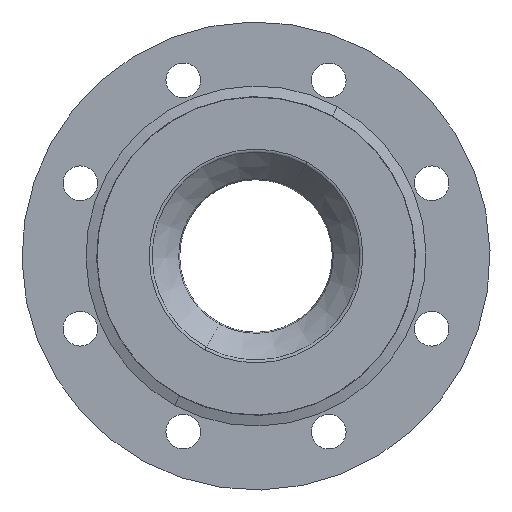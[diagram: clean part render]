
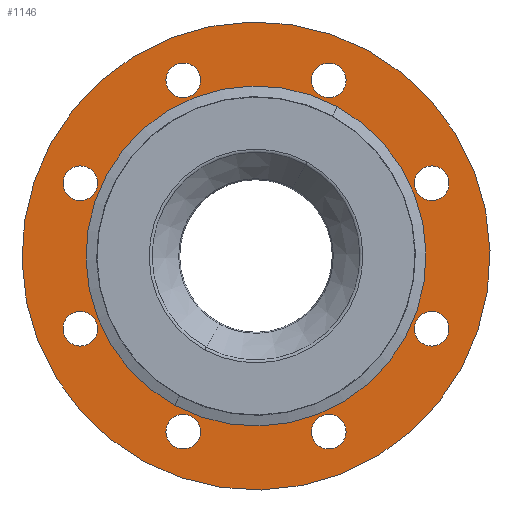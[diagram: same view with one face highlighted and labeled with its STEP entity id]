
A CAD part, left-side view. The second image highlights one B-rep face of the part: STEP entity #1146.
In plain terms, the highlighted planar face has unit normal (-1, 0, 0).
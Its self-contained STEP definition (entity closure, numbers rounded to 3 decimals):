
#463=DIRECTION('Axis2P3D Direction',(1.,0.,-0.)) ;
#475=DIRECTION('Axis2P3D Direction',(1.,0.,-0.)) ;
#549=DIRECTION('Axis2P3D Direction',(1.,0.,-0.)) ;
#561=DIRECTION('Axis2P3D Direction',(1.,0.,-0.)) ;
#592=DIRECTION('Axis2P3D Direction',(1.,0.,-0.)) ;
#604=DIRECTION('Axis2P3D Direction',(1.,0.,-0.)) ;
#635=DIRECTION('Axis2P3D Direction',(1.,0.,0.)) ;
#647=DIRECTION('Axis2P3D Direction',(1.,0.,0.)) ;
#678=DIRECTION('Axis2P3D Direction',(1.,0.,0.)) ;
#690=DIRECTION('Axis2P3D Direction',(1.,0.,0.)) ;
#721=DIRECTION('Axis2P3D Direction',(1.,0.,0.)) ;
#733=DIRECTION('Axis2P3D Direction',(1.,0.,0.)) ;
#764=DIRECTION('Axis2P3D Direction',(1.,0.,0.)) ;
#776=DIRECTION('Axis2P3D Direction',(1.,0.,0.)) ;
#807=DIRECTION('Axis2P3D Direction',(1.,-0.,0.)) ;
#819=DIRECTION('Axis2P3D Direction',(1.,-0.,0.)) ;
#1057=DIRECTION('Axis2P3D Direction',(1.,0.,0.)) ;
#1076=DIRECTION('Axis2P3D Direction',(1.,0.,0.)) ;
#1088=DIRECTION('Axis2P3D Direction',(1.,0.,0.)) ;
#1089=DIRECTION('Axis2P3D XDirection',(0.,1.,0.)) ;
#1093=DIRECTION('Axis2P3D Direction',(1.,0.,0.)) ;
#1102=DIRECTION('Axis2P3D Direction',(1.,0.,0.)) ;
#452=CARTESIAN_POINT('Vertex',(0.,-38.905,-15.628)) ;
#459=CARTESIAN_POINT('Vertex',(0.,-46.277,-19.655)) ;
#462=CARTESIAN_POINT('Axis2P3D Location',(0.,-42.591,-17.642)) ;
#474=CARTESIAN_POINT('Axis2P3D Location',(0.,-42.591,-17.642)) ;
#538=CARTESIAN_POINT('Vertex',(0.,-21.328,-44.604)) ;
#545=CARTESIAN_POINT('Vertex',(0.,-13.956,-40.577)) ;
#548=CARTESIAN_POINT('Axis2P3D Location',(0.,-17.642,-42.591)) ;
#560=CARTESIAN_POINT('Axis2P3D Location',(0.,-17.642,-42.591)) ;
#581=CARTESIAN_POINT('Vertex',(0.,13.956,-44.604)) ;
#588=CARTESIAN_POINT('Vertex',(0.,21.328,-40.577)) ;
#591=CARTESIAN_POINT('Axis2P3D Location',(0.,17.642,-42.591)) ;
#603=CARTESIAN_POINT('Axis2P3D Location',(0.,17.642,-42.591)) ;
#624=CARTESIAN_POINT('Vertex',(0.,38.905,-19.655)) ;
#631=CARTESIAN_POINT('Vertex',(0.,46.277,-15.628)) ;
#634=CARTESIAN_POINT('Axis2P3D Location',(0.,42.591,-17.642)) ;
#646=CARTESIAN_POINT('Axis2P3D Location',(0.,42.591,-17.642)) ;
#667=CARTESIAN_POINT('Vertex',(0.,38.905,15.628)) ;
#674=CARTESIAN_POINT('Vertex',(0.,46.277,19.655)) ;
#677=CARTESIAN_POINT('Axis2P3D Location',(0.,42.591,17.642)) ;
#689=CARTESIAN_POINT('Axis2P3D Location',(0.,42.591,17.642)) ;
#710=CARTESIAN_POINT('Vertex',(0.,13.956,40.577)) ;
#717=CARTESIAN_POINT('Vertex',(0.,21.328,44.604)) ;
#720=CARTESIAN_POINT('Axis2P3D Location',(0.,17.642,42.591)) ;
#732=CARTESIAN_POINT('Axis2P3D Location',(0.,17.642,42.591)) ;
#753=CARTESIAN_POINT('Vertex',(0.,-21.328,40.577)) ;
#760=CARTESIAN_POINT('Vertex',(0.,-13.956,44.604)) ;
#763=CARTESIAN_POINT('Axis2P3D Location',(0.,-17.642,42.591)) ;
#775=CARTESIAN_POINT('Axis2P3D Location',(0.,-17.642,42.591)) ;
#796=CARTESIAN_POINT('Vertex',(0.,-46.277,15.628)) ;
#803=CARTESIAN_POINT('Vertex',(0.,-38.905,19.655)) ;
#806=CARTESIAN_POINT('Axis2P3D Location',(0.,-42.591,17.642)) ;
#818=CARTESIAN_POINT('Axis2P3D Location',(0.,-42.591,17.642)) ;
#1053=CARTESIAN_POINT('Vertex',(0.,36.178,19.764)) ;
#1056=CARTESIAN_POINT('Axis2P3D Location',(0.,0.,0.)) ;
#1060=CARTESIAN_POINT('Vertex',(0.,-36.178,-19.764)) ;
#1075=CARTESIAN_POINT('Axis2P3D Location',(0.,0.,0.)) ;
#1087=CARTESIAN_POINT('Axis2P3D Location',(0.,41.225,0.)) ;
#1092=CARTESIAN_POINT('Axis2P3D Location',(0.,0.,0.)) ;
#1096=CARTESIAN_POINT('Vertex',(0.,49.803,27.207)) ;
#1098=CARTESIAN_POINT('Vertex',(0.,-49.803,-27.207)) ;
#1101=CARTESIAN_POINT('Axis2P3D Location',(0.,0.,0.)) ;
#464=AXIS2_PLACEMENT_3D('Circle Axis2P3D',#462,#463,$) ;
#476=AXIS2_PLACEMENT_3D('Circle Axis2P3D',#474,#475,$) ;
#550=AXIS2_PLACEMENT_3D('Circle Axis2P3D',#548,#549,$) ;
#562=AXIS2_PLACEMENT_3D('Circle Axis2P3D',#560,#561,$) ;
#593=AXIS2_PLACEMENT_3D('Circle Axis2P3D',#591,#592,$) ;
#605=AXIS2_PLACEMENT_3D('Circle Axis2P3D',#603,#604,$) ;
#636=AXIS2_PLACEMENT_3D('Circle Axis2P3D',#634,#635,$) ;
#648=AXIS2_PLACEMENT_3D('Circle Axis2P3D',#646,#647,$) ;
#679=AXIS2_PLACEMENT_3D('Circle Axis2P3D',#677,#678,$) ;
#691=AXIS2_PLACEMENT_3D('Circle Axis2P3D',#689,#690,$) ;
#722=AXIS2_PLACEMENT_3D('Circle Axis2P3D',#720,#721,$) ;
#734=AXIS2_PLACEMENT_3D('Circle Axis2P3D',#732,#733,$) ;
#765=AXIS2_PLACEMENT_3D('Circle Axis2P3D',#763,#764,$) ;
#777=AXIS2_PLACEMENT_3D('Circle Axis2P3D',#775,#776,$) ;
#808=AXIS2_PLACEMENT_3D('Circle Axis2P3D',#806,#807,$) ;
#820=AXIS2_PLACEMENT_3D('Circle Axis2P3D',#818,#819,$) ;
#1058=AXIS2_PLACEMENT_3D('Circle Axis2P3D',#1056,#1057,$) ;
#1077=AXIS2_PLACEMENT_3D('Circle Axis2P3D',#1075,#1076,$) ;
#1090=AXIS2_PLACEMENT_3D('Plane Axis2P3D',#1087,#1088,#1089) ;
#1094=AXIS2_PLACEMENT_3D('Circle Axis2P3D',#1092,#1093,$) ;
#1103=AXIS2_PLACEMENT_3D('Circle Axis2P3D',#1101,#1102,$) ;
#1113=FACE_BOUND('',#1110,.T.) ;
#1117=FACE_BOUND('',#1114,.T.) ;
#1121=FACE_BOUND('',#1118,.T.) ;
#1125=FACE_BOUND('',#1122,.T.) ;
#1129=FACE_BOUND('',#1126,.T.) ;
#1133=FACE_BOUND('',#1130,.T.) ;
#1137=FACE_BOUND('',#1134,.T.) ;
#1141=FACE_BOUND('',#1138,.T.) ;
#1145=FACE_BOUND('',#1142,.T.) ;
#466=EDGE_CURVE('',#453,#460,#465,.T.) ;
#478=EDGE_CURVE('',#460,#453,#477,.T.) ;
#552=EDGE_CURVE('',#539,#546,#551,.T.) ;
#564=EDGE_CURVE('',#546,#539,#563,.T.) ;
#595=EDGE_CURVE('',#582,#589,#594,.T.) ;
#607=EDGE_CURVE('',#589,#582,#606,.T.) ;
#638=EDGE_CURVE('',#625,#632,#637,.T.) ;
#650=EDGE_CURVE('',#632,#625,#649,.T.) ;
#681=EDGE_CURVE('',#668,#675,#680,.T.) ;
#693=EDGE_CURVE('',#675,#668,#692,.T.) ;
#724=EDGE_CURVE('',#711,#718,#723,.T.) ;
#736=EDGE_CURVE('',#718,#711,#735,.T.) ;
#767=EDGE_CURVE('',#754,#761,#766,.T.) ;
#779=EDGE_CURVE('',#761,#754,#778,.T.) ;
#810=EDGE_CURVE('',#797,#804,#809,.T.) ;
#822=EDGE_CURVE('',#804,#797,#821,.T.) ;
#1062=EDGE_CURVE('',#1061,#1054,#1059,.T.) ;
#1079=EDGE_CURVE('',#1054,#1061,#1078,.T.) ;
#1100=EDGE_CURVE('',#1097,#1099,#1095,.T.) ;
#1105=EDGE_CURVE('',#1099,#1097,#1104,.T.) ;
#1091=PLANE('',#1090) ;
#1107=ORIENTED_EDGE('',*,*,#1100,.F.) ;
#1108=ORIENTED_EDGE('',*,*,#1105,.F.) ;
#1111=ORIENTED_EDGE('',*,*,#478,.T.) ;
#1112=ORIENTED_EDGE('',*,*,#466,.T.) ;
#1115=ORIENTED_EDGE('',*,*,#1062,.T.) ;
#1116=ORIENTED_EDGE('',*,*,#1079,.T.) ;
#1119=ORIENTED_EDGE('',*,*,#564,.T.) ;
#1120=ORIENTED_EDGE('',*,*,#552,.T.) ;
#1123=ORIENTED_EDGE('',*,*,#607,.T.) ;
#1124=ORIENTED_EDGE('',*,*,#595,.T.) ;
#1127=ORIENTED_EDGE('',*,*,#650,.T.) ;
#1128=ORIENTED_EDGE('',*,*,#638,.T.) ;
#1131=ORIENTED_EDGE('',*,*,#693,.T.) ;
#1132=ORIENTED_EDGE('',*,*,#681,.T.) ;
#1135=ORIENTED_EDGE('',*,*,#736,.T.) ;
#1136=ORIENTED_EDGE('',*,*,#724,.T.) ;
#1139=ORIENTED_EDGE('',*,*,#779,.T.) ;
#1140=ORIENTED_EDGE('',*,*,#767,.T.) ;
#1143=ORIENTED_EDGE('',*,*,#822,.T.) ;
#1144=ORIENTED_EDGE('',*,*,#810,.T.) ;
#1146=ADVANCED_FACE('Hauptk\X2\00F6\X0\rper',(#1109,#1113,#1117,#1121,#1125,#1129,#1133,#1137,#1141,#1145),#1091,.F.) ;
#465=CIRCLE('generated circle',#464,4.2) ;
#477=CIRCLE('generated circle',#476,4.2) ;
#551=CIRCLE('generated circle',#550,4.2) ;
#563=CIRCLE('generated circle',#562,4.2) ;
#594=CIRCLE('generated circle',#593,4.2) ;
#606=CIRCLE('generated circle',#605,4.2) ;
#637=CIRCLE('generated circle',#636,4.2) ;
#649=CIRCLE('generated circle',#648,4.2) ;
#680=CIRCLE('generated circle',#679,4.2) ;
#692=CIRCLE('generated circle',#691,4.2) ;
#723=CIRCLE('generated circle',#722,4.2) ;
#735=CIRCLE('generated circle',#734,4.2) ;
#766=CIRCLE('generated circle',#765,4.2) ;
#778=CIRCLE('generated circle',#777,4.2) ;
#809=CIRCLE('generated circle',#808,4.2) ;
#821=CIRCLE('generated circle',#820,4.2) ;
#1059=CIRCLE('generated circle',#1058,41.225) ;
#1078=CIRCLE('generated circle',#1077,41.225) ;
#1095=CIRCLE('generated circle',#1094,56.75) ;
#1104=CIRCLE('generated circle',#1103,56.75) ;
#453=VERTEX_POINT('',#452) ;
#460=VERTEX_POINT('',#459) ;
#539=VERTEX_POINT('',#538) ;
#546=VERTEX_POINT('',#545) ;
#582=VERTEX_POINT('',#581) ;
#589=VERTEX_POINT('',#588) ;
#625=VERTEX_POINT('',#624) ;
#632=VERTEX_POINT('',#631) ;
#668=VERTEX_POINT('',#667) ;
#675=VERTEX_POINT('',#674) ;
#711=VERTEX_POINT('',#710) ;
#718=VERTEX_POINT('',#717) ;
#754=VERTEX_POINT('',#753) ;
#761=VERTEX_POINT('',#760) ;
#797=VERTEX_POINT('',#796) ;
#804=VERTEX_POINT('',#803) ;
#1054=VERTEX_POINT('',#1053) ;
#1061=VERTEX_POINT('',#1060) ;
#1097=VERTEX_POINT('',#1096) ;
#1099=VERTEX_POINT('',#1098) ;
#1106=EDGE_LOOP('',(#1107,#1108)) ;
#1110=EDGE_LOOP('',(#1111,#1112)) ;
#1114=EDGE_LOOP('',(#1115,#1116)) ;
#1118=EDGE_LOOP('',(#1119,#1120)) ;
#1122=EDGE_LOOP('',(#1123,#1124)) ;
#1126=EDGE_LOOP('',(#1127,#1128)) ;
#1130=EDGE_LOOP('',(#1131,#1132)) ;
#1134=EDGE_LOOP('',(#1135,#1136)) ;
#1138=EDGE_LOOP('',(#1139,#1140)) ;
#1142=EDGE_LOOP('',(#1143,#1144)) ;
#1109=FACE_OUTER_BOUND('',#1106,.T.) ;
